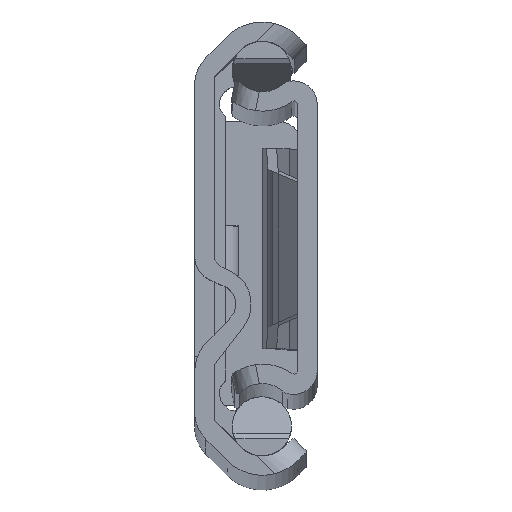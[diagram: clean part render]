
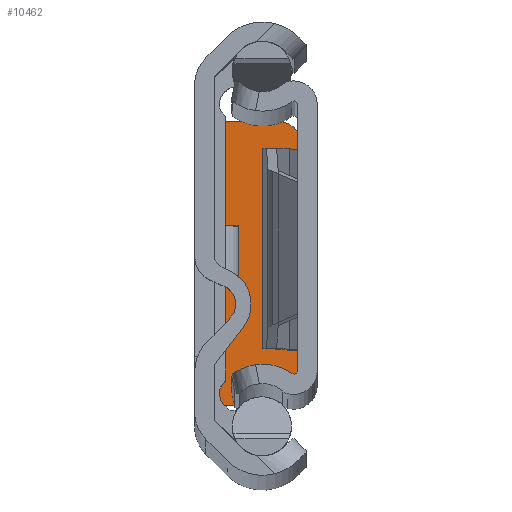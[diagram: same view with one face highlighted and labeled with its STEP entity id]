
A CAD part, top view. The second image highlights one B-rep face of the part: STEP entity #10462.
In plain terms, the highlighted planar face has unit normal (0, 0, 1).
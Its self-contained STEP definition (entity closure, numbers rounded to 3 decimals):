
#377 = ORIENTED_EDGE ( 'NONE', *, *, #528, .T. ) ;
#528 = EDGE_CURVE ( 'NONE', #5186, #9073, #5412, .T. ) ;
#563 = EDGE_CURVE ( 'NONE', #12117, #13195, #7592, .T. ) ;
#804 = CARTESIAN_POINT ( 'NONE',  ( 0., -11., -658.9 ) ) ;
#1238 = DIRECTION ( 'NONE',  ( 0., -1., 0. ) ) ;
#1320 = CARTESIAN_POINT ( 'NONE',  ( 0., 11., -658.9 ) ) ;
#1685 = CARTESIAN_POINT ( 'NONE',  ( 6.9, 11., -658.9 ) ) ;
#2129 = AXIS2_PLACEMENT_3D ( 'NONE', #11060, #6797, #6732 ) ;
#2897 = ORIENTED_EDGE ( 'NONE', *, *, #7868, .T. ) ;
#3043 = CARTESIAN_POINT ( 'NONE',  ( 6.9, -11., -658.9 ) ) ;
#3066 = VERTEX_POINT ( 'NONE', #1320 ) ;
#3323 = VECTOR ( 'NONE', #8171, 1000. ) ;
#3885 = AXIS2_PLACEMENT_3D ( 'NONE', #6860, #5712, #13034 ) ;
#3936 = ORIENTED_EDGE ( 'NONE', *, *, #4582, .F. ) ;
#4000 = LINE ( 'NONE', #3043, #3323 ) ;
#4057 = EDGE_CURVE ( 'NONE', #12117, #9073, #4000, .T. ) ;
#4160 = EDGE_LOOP ( 'NONE', ( #3936, #377, #13052, #7541, #6666, #2897 ) ) ;
#4582 = EDGE_CURVE ( 'NONE', #5186, #8591, #7254, .T. ) ;
#4692 = CARTESIAN_POINT ( 'NONE',  ( 6.9, -11., -658.9 ) ) ;
#5186 = VERTEX_POINT ( 'NONE', #7515 ) ;
#5340 = EDGE_CURVE ( 'NONE', #13195, #3066, #6880, .T. ) ;
#5412 = CIRCLE ( 'NONE', #2129, 2. ) ;
#5617 = CARTESIAN_POINT ( 'NONE',  ( 6.9, -9., -658.9 ) ) ;
#5712 = DIRECTION ( 'NONE',  ( 0., 0., 1. ) ) ;
#6635 = LINE ( 'NONE', #10770, #9264 ) ;
#6666 = ORIENTED_EDGE ( 'NONE', *, *, #5340, .T. ) ;
#6732 = DIRECTION ( 'NONE',  ( -1., 0., 0. ) ) ;
#6797 = DIRECTION ( 'NONE',  ( 0., 0., 1. ) ) ;
#6828 = VECTOR ( 'NONE', #12024, 1000. ) ;
#6860 = CARTESIAN_POINT ( 'NONE',  ( 4.9, 9., -658.9 ) ) ;
#6880 = LINE ( 'NONE', #1685, #6828 ) ;
#7254 = LINE ( 'NONE', #12670, #10338 ) ;
#7515 = CARTESIAN_POINT ( 'NONE',  ( 4.9, -11., -658.9 ) ) ;
#7541 = ORIENTED_EDGE ( 'NONE', *, *, #563, .T. ) ;
#7592 = CIRCLE ( 'NONE', #3885, 2. ) ;
#7868 = EDGE_CURVE ( 'NONE', #3066, #8591, #6635, .T. ) ;
#8171 = DIRECTION ( 'NONE',  ( 0., -1., 0. ) ) ;
#8591 = VERTEX_POINT ( 'NONE', #804 ) ;
#8877 = AXIS2_PLACEMENT_3D ( 'NONE', #4692, #11949, #11205 ) ;
#9073 = VERTEX_POINT ( 'NONE', #5617 ) ;
#9264 = VECTOR ( 'NONE', #1238, 1000. ) ;
#9765 = CARTESIAN_POINT ( 'NONE',  ( 4.9, 11., -658.9 ) ) ;
#10338 = VECTOR ( 'NONE', #11443, 1000. ) ;
#10462 = ADVANCED_FACE ( 'NONE', ( #11066 ), #13042, .F. ) ;
#10770 = CARTESIAN_POINT ( 'NONE',  ( 0., -11., -658.9 ) ) ;
#11060 = CARTESIAN_POINT ( 'NONE',  ( 4.9, -9., -658.9 ) ) ;
#11066 = FACE_OUTER_BOUND ( 'NONE', #4160, .T. ) ;
#11121 = CARTESIAN_POINT ( 'NONE',  ( 6.9, 9., -658.9 ) ) ;
#11205 = DIRECTION ( 'NONE',  ( -1., 0., 0. ) ) ;
#11443 = DIRECTION ( 'NONE',  ( -1., 0., 0. ) ) ;
#11949 = DIRECTION ( 'NONE',  ( 0., 0., -1. ) ) ;
#12024 = DIRECTION ( 'NONE',  ( -1., 0., 0. ) ) ;
#12117 = VERTEX_POINT ( 'NONE', #11121 ) ;
#12670 = CARTESIAN_POINT ( 'NONE',  ( 6.9, -11., -658.9 ) ) ;
#13034 = DIRECTION ( 'NONE',  ( -1., 0., 0. ) ) ;
#13042 = PLANE ( 'NONE',  #8877 ) ;
#13052 = ORIENTED_EDGE ( 'NONE', *, *, #4057, .F. ) ;
#13195 = VERTEX_POINT ( 'NONE', #9765 ) ;
